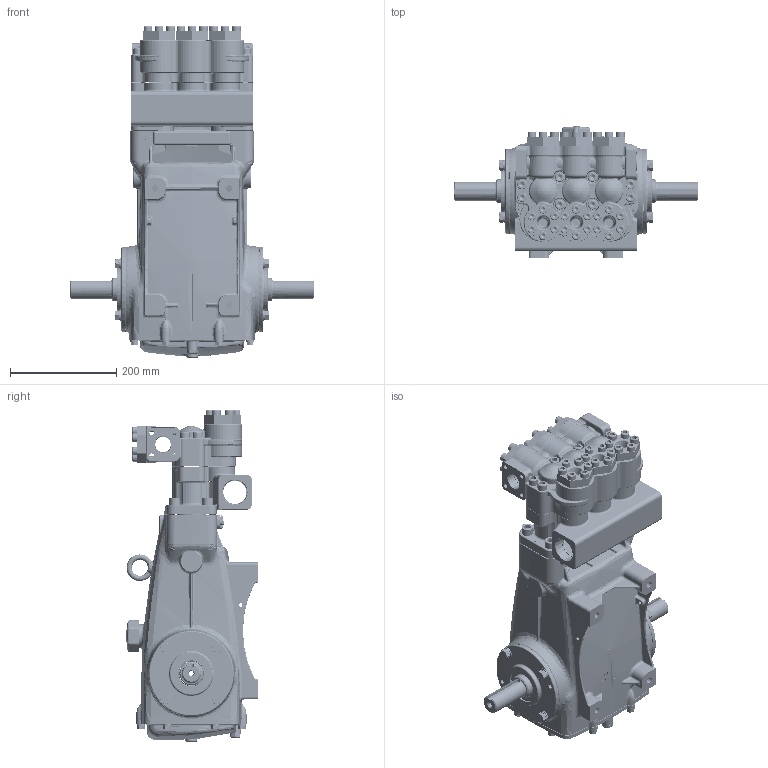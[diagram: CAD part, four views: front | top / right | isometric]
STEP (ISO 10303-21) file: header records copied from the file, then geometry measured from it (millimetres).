
FILE_DESCRIPTION (( 'STEP AP203' ), '1' );
FILE_NAME ('3517.STEP', '2020-01-30T12:31:51', ( '' ), ( '' ), 'SwSTEP 2.0', 'SolidWorks 2019', '' );
FILE_SCHEMA (( 'CONFIG_CONTROL_DESIGN' ));
Products named in the file (1): 3517
Bounding box: 460 x 247.5 x 624.89 mm (x, y, z)
Surface area: 940892.6 mm2 (no closed solid volume)
Topology: 0 solids, 131 shells, 3447 faces, 11502 edges, 7695 vertices
Faces by surface type: plane 1088, cylinder 816, bspline 697, cone 457, torus 334, sphere 55
Entity records: 167857 total; most frequent: CARTESIAN_POINT 75866, DIRECTION 18429, ORIENTED_EDGE 18190, EDGE_CURVE 11342, VERTEX_POINT 7691, AXIS2_PLACEMENT_3D 7353, CIRCLE 4602, EDGE_LOOP 3879
